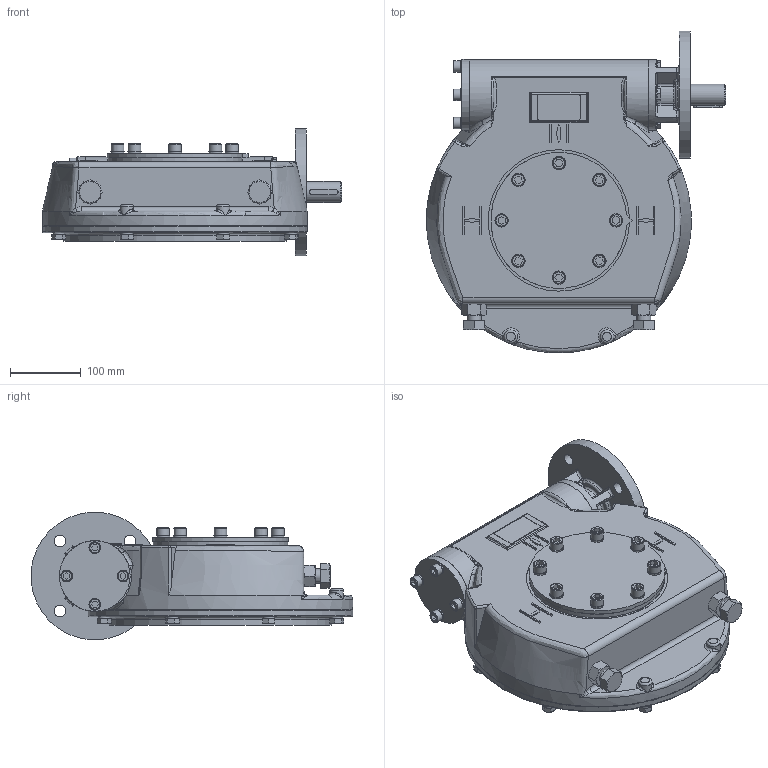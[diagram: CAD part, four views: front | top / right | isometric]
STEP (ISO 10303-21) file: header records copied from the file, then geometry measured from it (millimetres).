
FILE_DESCRIPTION(/* description */ ('Unknown'),/* implementation_level */ '2;1');
FILE_NAME(/* name */ 'PUB-IW63FB-F14-F25',/* time_stamp */ '2016-07-08T11:44:45+01:00',/* author */ ('Unknown'),/* organization */ ('Unknown'),/* preprocessor_version */ 'ST-DEVELOPER v16',/* originating_system */ 'DEX',/* authorisation */ $);
FILE_SCHEMA (('AUTOMOTIVE_DESIGN {1 0 10303 214 3 1 1}'));
Length unit declared in the file: millimetre
Products named in the file (1): PUB-IW63FB-F14-F25
Bounding box: 423.23 x 455.21 x 180.21 mm (x, y, z)
Surface area: 635522.5 mm2 (no closed solid volume)
Topology: 0 solids, 61 shells, 845 faces, 2197 edges, 1411 vertices
Faces by surface type: plane 397, cylinder 160, cone 139, bspline 78, torus 38, sphere 33
Full cylindrical faces by diameter (mm): 11 x8, 13.835 x16, 16 x4, 16.5 x4, 16.6 x12, 18 x8, 19 x10, 20 x2, 21 x4, 30 x1, 30.32 x1, 55.02 x1, 100 x2, 100.1 x1, 130 x1, 180.9 x1, 190 x1, 200.25 x1
Entity records: 41885 total; most frequent: CARTESIAN_POINT 19800, ORIENTED_EDGE 3576, DIRECTION 3516, EDGE_CURVE 1987, AXIS2_PLACEMENT_3D 1403, VERTEX_POINT 1368, FACE_BOUND 1155, EDGE_LOOP 1147
